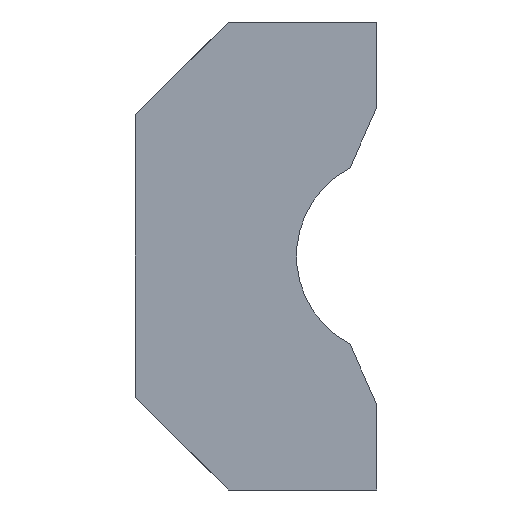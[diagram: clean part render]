
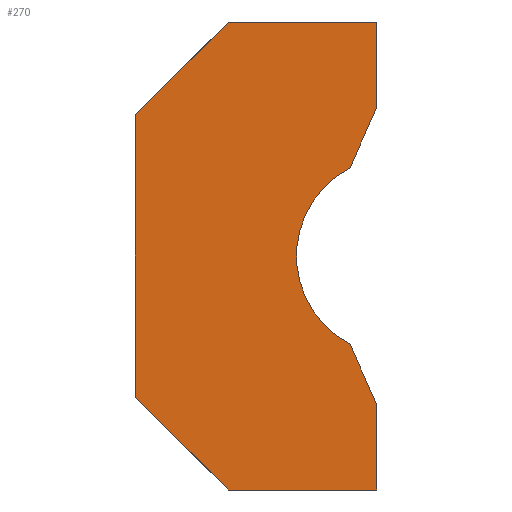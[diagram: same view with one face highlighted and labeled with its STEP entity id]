
A CAD part, left-side view. The second image highlights one B-rep face of the part: STEP entity #270.
In plain terms, the highlighted planar face has unit normal (-1, 0, 0).
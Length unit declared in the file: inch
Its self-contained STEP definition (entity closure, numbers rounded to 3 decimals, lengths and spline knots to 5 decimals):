
#1 = CARTESIAN_POINT ( 'NONE',  ( -0.0625, 0., -0.315 ) ) ;
#8 = DIRECTION ( 'NONE',  ( 0., 1., 0. ) ) ;
#14 = CARTESIAN_POINT ( 'NONE',  ( -0.0625, -0.35, 0. ) ) ;
#16 = DIRECTION ( 'NONE',  ( 0., 0., -1. ) ) ;
#17 = DIRECTION ( 'NONE',  ( 1., 0., 0. ) ) ;
#22 = DIRECTION ( 'NONE',  ( 0., 0., -1. ) ) ;
#23 = CARTESIAN_POINT ( 'NONE',  ( -0.0625, -0.00028, -0.315 ) ) ;
#27 = DIRECTION ( 'NONE',  ( 0., 0., 1. ) ) ;
#32 = DIRECTION ( 'NONE',  ( 0., 0., -1. ) ) ;
#33 = CARTESIAN_POINT ( 'NONE',  ( -0.0625, -0.325, -0.315 ) ) ;
#36 = CARTESIAN_POINT ( 'NONE',  ( -0.0625, -0.28873, 0.11805 ) ) ;
#38 = CARTESIAN_POINT ( 'NONE',  ( -0.0625, -0.00028, 0.19 ) ) ;
#41 = CARTESIAN_POINT ( 'NONE',  ( -0.0625, -0.12529, 0.315 ) ) ;
#43 = CARTESIAN_POINT ( 'NONE',  ( -0.0625, -0.28873, -0.11805 ) ) ;
#46 = CARTESIAN_POINT ( 'NONE',  ( -0.0625, -0.325, -0.315 ) ) ;
#48 = VERTEX_POINT ( 'NONE', #245 ) ;
#50 = VERTEX_POINT ( 'NONE', #246 ) ;
#51 = VERTEX_POINT ( 'NONE', #174 ) ;
#52 = VERTEX_POINT ( 'NONE', #248 ) ;
#53 = VERTEX_POINT ( 'NONE', #173 ) ;
#55 = CARTESIAN_POINT ( 'NONE',  ( -0.0625, -0.00028, -0.19 ) ) ;
#75 = VERTEX_POINT ( 'NONE', #55 ) ;
#77 = CARTESIAN_POINT ( 'NONE',  ( -0.0625, -0.04195, -0.23167 ) ) ;
#78 = CARTESIAN_POINT ( 'NONE',  ( -0.0625, -0.08362, -0.27333 ) ) ;
#79 = CARTESIAN_POINT ( 'NONE',  ( -0.0625, -0.12529, -0.315 ) ) ;
#91 = CARTESIAN_POINT ( 'NONE',  ( -0.0625, -0.12529, 0.315 ) ) ;
#92 = CARTESIAN_POINT ( 'NONE',  ( -0.0625, 0., 0.315 ) ) ;
#100 = DIRECTION ( 'NONE',  ( 0., 0., 1. ) ) ;
#109 = DIRECTION ( 'NONE',  ( -1., 0., 0. ) ) ;
#113 = VERTEX_POINT ( 'NONE', #43 ) ;
#126 = CARTESIAN_POINT ( 'NONE',  ( -0.0625, -0.325, 0.315 ) ) ;
#127 = DIRECTION ( 'NONE',  ( 0., -1., 0. ) ) ;
#133 = CARTESIAN_POINT ( 'NONE',  ( -0.0625, -0.04195, 0.23167 ) ) ;
#139 = CARTESIAN_POINT ( 'NONE',  ( -0.0625, -0.31424, 0.17554 ) ) ;
#141 = CARTESIAN_POINT ( 'NONE',  ( -0.0625, -0.08362, 0.27333 ) ) ;
#143 = CARTESIAN_POINT ( 'NONE',  ( -0.0625, -0.00028, 0.19 ) ) ;
#149 = CARTESIAN_POINT ( 'NONE',  ( -0.0625, -0.00028, -0.19 ) ) ;
#151 = DIRECTION ( 'NONE',  ( 0., -0.406, 0.914 ) ) ;
#158 = PLANE ( 'NONE',  #191 ) ;
#166 = VERTEX_POINT ( 'NONE', #41 ) ;
#170 = VERTEX_POINT ( 'NONE', #38 ) ;
#173 = CARTESIAN_POINT ( 'NONE',  ( -0.0625, -0.325, -0.315 ) ) ;
#174 = CARTESIAN_POINT ( 'NONE',  ( -0.0625, -0.12529, -0.315 ) ) ;
#175 = CARTESIAN_POINT ( 'NONE',  ( -0.0625, -0.08065, 0.35079 ) ) ;
#176 = DIRECTION ( 'NONE',  ( 0., 0.406, 0.914 ) ) ;
#178 = VERTEX_POINT ( 'NONE', #36 ) ;
#186 = EDGE_CURVE ( 'NONE', #48, #50, #329, .T. ) ;
#191 = AXIS2_PLACEMENT_3D ( 'NONE', #92, #109, #100 ) ;
#192 = EDGE_CURVE ( 'NONE', #52, #53, #368, .T. ) ;
#197 = EDGE_CURVE ( 'NONE', #75, #170, #359, .T. ) ;
#202 = EDGE_CURVE ( 'NONE', #113, #178, #343, .T. ) ;
#206 = EDGE_CURVE ( 'NONE', #166, #170, #250, .T. ) ;
#213 = EDGE_CURVE ( 'NONE', #178, #50, #374, .T. ) ;
#215 = EDGE_CURVE ( 'NONE', #75, #51, #262, .T. ) ;
#217 = EDGE_CURVE ( 'NONE', #52, #113, #365, .T. ) ;
#241 = EDGE_CURVE ( 'NONE', #53, #51, #294, .T. ) ;
#242 = EDGE_CURVE ( 'NONE', #166, #48, #289, .T. ) ;
#243 = AXIS2_PLACEMENT_3D ( 'NONE', #14, #17, #16 ) ;
#245 = CARTESIAN_POINT ( 'NONE',  ( -0.0625, -0.325, 0.315 ) ) ;
#246 = CARTESIAN_POINT ( 'NONE',  ( -0.0625, -0.325, 0.19978 ) ) ;
#248 = CARTESIAN_POINT ( 'NONE',  ( -0.0625, -0.325, -0.19978 ) ) ;
#250 = B_SPLINE_CURVE_WITH_KNOTS ( 'NONE', 3,
 ( #91, #141, #133, #143 ),
 .UNSPECIFIED., .F., .F.,
 ( 4, 4 ),
 ( 0., 0.00449 ),
 .UNSPECIFIED. ) ;
#262 = B_SPLINE_CURVE_WITH_KNOTS ( 'NONE', 3,
 ( #149, #77, #78, #79 ),
 .UNSPECIFIED., .F., .F.,
 ( 4, 4 ),
 ( 0., 0.00449 ),
 .UNSPECIFIED. ) ;
#270 = ADVANCED_FACE ( 'NONE', ( #285 ), #158, .T. ) ;
#285 = FACE_OUTER_BOUND ( 'NONE', #385, .T. ) ;
#289 = LINE ( 'NONE', #126, #293 ) ;
#292 = VECTOR ( 'NONE', #8, 39.37008 ) ;
#293 = VECTOR ( 'NONE', #127, 39.37008 ) ;
#294 = LINE ( 'NONE', #1, #292 ) ;
#329 = LINE ( 'NONE', #33, #392 ) ;
#330 = ORIENTED_EDGE ( 'NONE', *, *, #206, .T. ) ;
#340 = ORIENTED_EDGE ( 'NONE', *, *, #192, .F. ) ;
#343 = CIRCLE ( 'NONE', #243, 0.133 ) ;
#349 = ORIENTED_EDGE ( 'NONE', *, *, #202, .T. ) ;
#358 = VECTOR ( 'NONE', #176, 39.37008 ) ;
#359 = LINE ( 'NONE', #23, #400 ) ;
#365 = LINE ( 'NONE', #175, #358 ) ;
#367 = ORIENTED_EDGE ( 'NONE', *, *, #197, .F. ) ;
#368 = LINE ( 'NONE', #46, #402 ) ;
#373 = ORIENTED_EDGE ( 'NONE', *, *, #186, .F. ) ;
#374 = LINE ( 'NONE', #139, #406 ) ;
#385 = EDGE_LOOP ( 'NONE', ( #349, #413, #373, #397, #330, #367, #415, #393, #340, #407 ) ) ;
#392 = VECTOR ( 'NONE', #32, 39.37008 ) ;
#393 = ORIENTED_EDGE ( 'NONE', *, *, #241, .F. ) ;
#397 = ORIENTED_EDGE ( 'NONE', *, *, #242, .F. ) ;
#400 = VECTOR ( 'NONE', #27, 39.37008 ) ;
#402 = VECTOR ( 'NONE', #22, 39.37008 ) ;
#406 = VECTOR ( 'NONE', #151, 39.37008 ) ;
#407 = ORIENTED_EDGE ( 'NONE', *, *, #217, .T. ) ;
#413 = ORIENTED_EDGE ( 'NONE', *, *, #213, .T. ) ;
#415 = ORIENTED_EDGE ( 'NONE', *, *, #215, .T. ) ;
